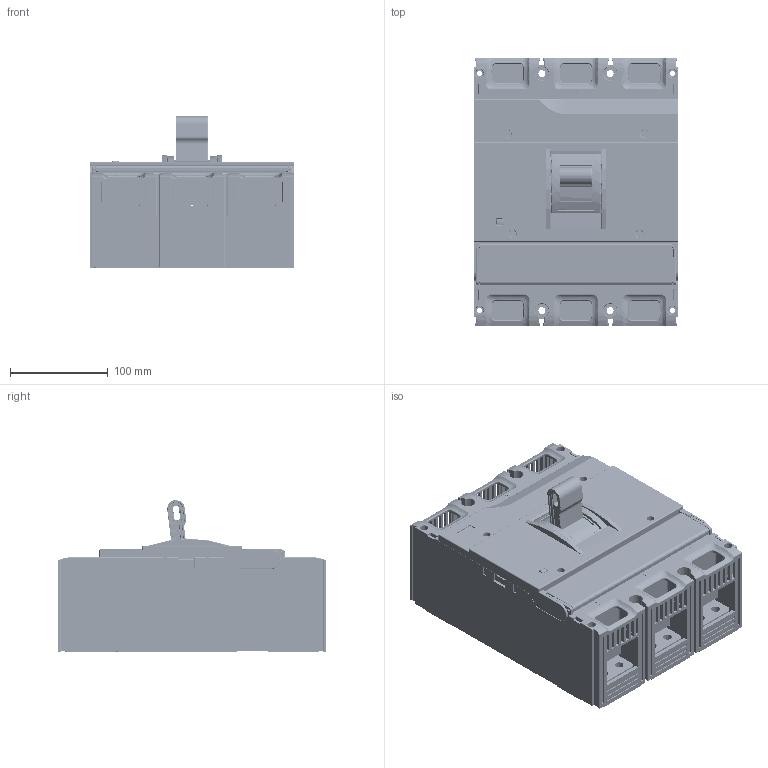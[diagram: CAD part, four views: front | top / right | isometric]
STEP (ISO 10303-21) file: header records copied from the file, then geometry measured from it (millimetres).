
FILE_DESCRIPTION(/* description */ (''),/* implementation_level */ '2;1');
FILE_NAME(/* name */ 'TTTYTT1.stp',/* time_stamp */ '2016-09-09T11:33:42+08:00',/* author */ (''),/* organization */ (''),/* preprocessor_version */ 'ST-DEVELOPER v15',/* originating_system */ 'SIEMENS PLM Software NX 8.5',/* authorisation */ '');
FILE_SCHEMA (('CONFIG_CONTROL_DESIGN'));
Products named in the file (1): TTTYTT1
Bounding box: 210 x 275 x 155.59 mm (x, y, z)
Volume: 1603090.2 mm3; surface area: 932569.2 mm2
Topology: 29 solids, 29 shells, 7213 faces, 20349 edges, 13198 vertices
Faces by surface type: plane 4459, cylinder 1925, extrusion 295, torus 199, bspline 165, sphere 110, cone 60
Full cylindrical faces by diameter (mm): 3 x12, 3.2 x2, 3.3 x4, 3.5 x1, 4 x5, 4.2 x6, 5 x20, 5.2 x14, 5.3 x2, 5.5 x4, 6.1 x1, 7 x4, 7.5 x4, 8 x3, 8.3 x6, 8.5 x14, 9 x20, 9.5 x3, 10.2 x28, 12 x13, 14 x8
Entity records: 328425 total; most frequent: CARTESIAN_POINT 142719, ORIENTED_EDGE 39940, DIRECTION 36650, EDGE_CURVE 19970, VECTOR 14530, LINE 14235, VERTEX_POINT 13109, AXIS2_PLACEMENT_3D 11060
